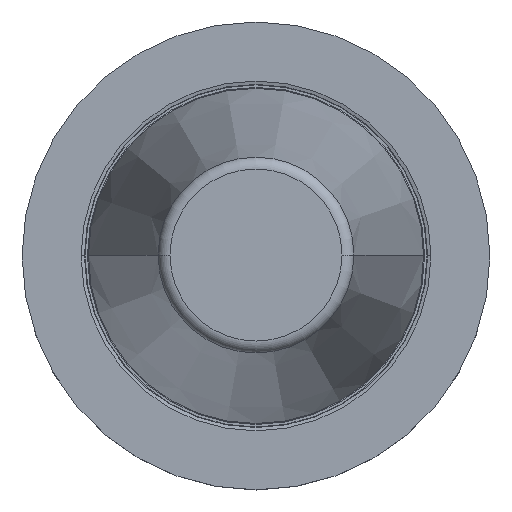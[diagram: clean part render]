
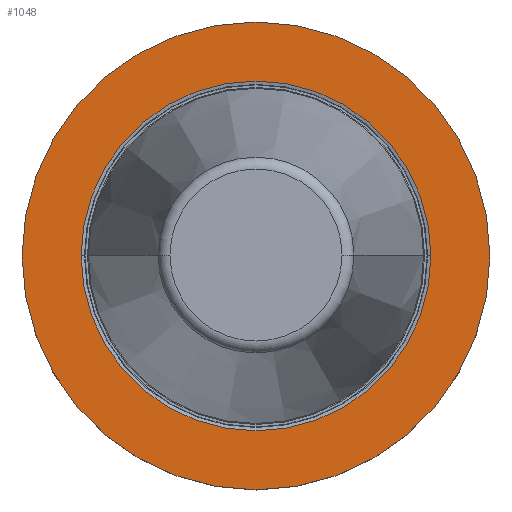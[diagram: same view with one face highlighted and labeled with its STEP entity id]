
A CAD part, top view. The second image highlights one B-rep face of the part: STEP entity #1048.
In plain terms, the highlighted planar face has unit normal (0, 0, 1).
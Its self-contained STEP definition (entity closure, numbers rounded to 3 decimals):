
#113=CARTESIAN_POINT('',(0.,0.,-3.2));
#114=DIRECTION('',(0.,0.,1.));
#115=DIRECTION('',(1.,0.,0.));
#116=AXIS2_PLACEMENT_3D('',#113,#114,#115);
#121=CARTESIAN_POINT('',(0.,0.,-3.2));
#122=DIRECTION('',(0.,0.,-1.));
#123=DIRECTION('',(1.,0.,0.));
#124=AXIS2_PLACEMENT_3D('',#121,#122,#123);
#129=CARTESIAN_POINT('',(0.,0.,-3.2));
#130=DIRECTION('',(0.,0.,1.));
#131=DIRECTION('',(1.,0.,0.));
#132=AXIS2_PLACEMENT_3D('',#129,#130,#131);
#137=CARTESIAN_POINT('',(0.,0.,-3.2));
#138=DIRECTION('',(0.,0.,1.));
#139=DIRECTION('',(-1.,0.,0.));
#140=AXIS2_PLACEMENT_3D('',#137,#138,#139);
#861=CARTESIAN_POINT('',(48.75,0.,-3.2));
#862=CARTESIAN_POINT('',(-48.75,0.,-3.2));
#863=VERTEX_POINT('',#861);
#864=VERTEX_POINT('',#862);
#927=CARTESIAN_POINT('',(36.446,0.,-3.2));
#928=VERTEX_POINT('',#927);
#931=CARTESIAN_POINT('',(-36.446,0.,-3.2));
#932=VERTEX_POINT('',#931);
#1033=CARTESIAN_POINT('',(0.,0.,-3.2));
#1034=DIRECTION('',(0.,0.,-1.));
#1035=DIRECTION('',(-1.,0.,0.));
#1036=AXIS2_PLACEMENT_3D('',#1033,#1034,#1035);
#1037=PLANE('',#1036);
#1038=ORIENTED_EDGE('',*,*,#1013,.F.);
#1039=ORIENTED_EDGE('',*,*,#954,.T.);
#1040=EDGE_LOOP('',(#1038,#1039));
#1041=FACE_OUTER_BOUND('',#1040,.F.);
#1043=ORIENTED_EDGE('',*,*,#1042,.T.);
#1045=ORIENTED_EDGE('',*,*,#1044,.T.);
#1046=EDGE_LOOP('',(#1043,#1045));
#1047=FACE_BOUND('',#1046,.F.);
#117=CIRCLE('',#116,48.75);
#125=CIRCLE('',#124,48.75);
#133=CIRCLE('',#132,36.446);
#141=CIRCLE('',#140,36.446);
#954=EDGE_CURVE('',#863,#864,#125,.T.);
#1013=EDGE_CURVE('',#863,#864,#117,.T.);
#1042=EDGE_CURVE('',#928,#932,#133,.T.);
#1044=EDGE_CURVE('',#932,#928,#141,.T.);
#1048=ADVANCED_FACE('',(#1041,#1047),#1037,.F.);
